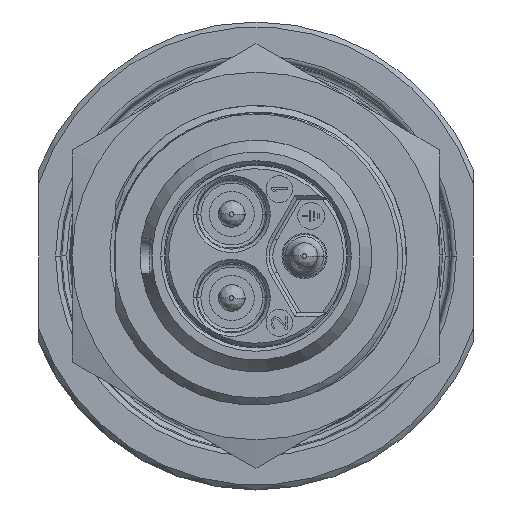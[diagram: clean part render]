
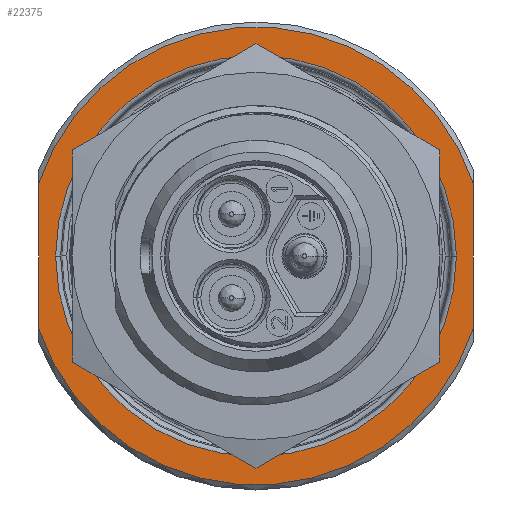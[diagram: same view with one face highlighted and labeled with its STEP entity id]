
A CAD part, left-side view. The second image highlights one B-rep face of the part: STEP entity #22375.
In plain terms, the highlighted planar face has unit normal (-1, 0, 0).
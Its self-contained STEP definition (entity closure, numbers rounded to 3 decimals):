
#2980=DIRECTION('',(0.,0.,-1.));
#2981=VECTOR('',#2980,8.646);
#2982=CARTESIAN_POINT('',(20.5,26.285,-9.677));
#2983=LINE('1339',#2982,#2981);
#2984=CARTESIAN_POINT('',(20.5,13.285,-14.));
#2985=DIRECTION('',(1.,0.,0.));
#2986=DIRECTION('',(0.,0.949,0.316));
#2987=AXIS2_PLACEMENT_3D('',#2984,#2985,#2986);
#2989=DIRECTION('',(0.,0.,1.));
#2990=VECTOR('',#2989,8.646);
#2991=CARTESIAN_POINT('',(20.5,0.285,-18.323));
#2992=LINE('1340',#2991,#2990);
#2993=CARTESIAN_POINT('',(20.5,13.285,-14.));
#2994=DIRECTION('',(-1.,0.,0.));
#2995=DIRECTION('',(0.,0.949,-0.316));
#2996=AXIS2_PLACEMENT_3D('',#2993,#2994,#2995);
#3008=CARTESIAN_POINT('',(20.5,13.285,-14.));
#3009=DIRECTION('',(1.,0.,0.));
#3010=DIRECTION('',(0.,-1.,0.));
#3011=AXIS2_PLACEMENT_3D('',#3008,#3009,#3010);
#3023=CARTESIAN_POINT('',(20.5,13.285,-14.));
#3024=DIRECTION('',(1.,0.,0.));
#3025=DIRECTION('',(0.,1.,0.));
#3026=AXIS2_PLACEMENT_3D('',#3023,#3024,#3025);
#16156=CARTESIAN_POINT('',(20.5,26.285,-9.677));
#16157=CARTESIAN_POINT('',(20.5,26.285,-18.323));
#16158=VERTEX_POINT('',#16156);
#16159=VERTEX_POINT('',#16157);
#16160=CARTESIAN_POINT('',(20.5,0.285,-18.323));
#16161=CARTESIAN_POINT('',(20.5,0.285,-9.677));
#16162=VERTEX_POINT('',#16160);
#16163=VERTEX_POINT('',#16161);
#16200=CARTESIAN_POINT('',(20.5,1.296,-14.));
#16201=CARTESIAN_POINT('',(20.5,25.273,-14.));
#16202=VERTEX_POINT('',#16200);
#16203=VERTEX_POINT('',#16201);
#22357=CARTESIAN_POINT('',(20.5,13.285,-14.));
#22358=DIRECTION('',(1.,0.,0.));
#22359=DIRECTION('',(0.,-1.,0.));
#22360=AXIS2_PLACEMENT_3D('',#22357,#22358,#22359);
#22361=PLANE('249',#22360);
#22362=ORIENTED_EDGE('1339',*,*,#22270,.F.);
#22364=ORIENTED_EDGE('1354',*,*,#22363,.T.);
#22365=ORIENTED_EDGE('1340',*,*,#22307,.F.);
#22366=ORIENTED_EDGE('1358',*,*,#22350,.F.);
#22367=EDGE_LOOP('249',(#22362,#22364,#22365,#22366));
#22368=FACE_OUTER_BOUND('249',#22367,.F.);
#22370=ORIENTED_EDGE('1380',*,*,#22369,.F.);
#22372=ORIENTED_EDGE('1382',*,*,#22371,.F.);
#22373=EDGE_LOOP('249',(#22370,#22372));
#22374=FACE_BOUND('249',#22373,.F.);
#2988=CIRCLE('1354',#2987,13.7);
#2997=CIRCLE('1358',#2996,13.7);
#3012=CIRCLE('1380',#3011,11.989);
#3027=CIRCLE('1382',#3026,11.989);
#22270=EDGE_CURVE('1339',#16158,#16159,#2983,.T.);
#22307=EDGE_CURVE('1340',#16162,#16163,#2992,.T.);
#22350=EDGE_CURVE('1358',#16159,#16162,#2997,.T.);
#22363=EDGE_CURVE('1354',#16158,#16163,#2988,.T.);
#22369=EDGE_CURVE('1380',#16202,#16203,#3012,.T.);
#22371=EDGE_CURVE('1382',#16203,#16202,#3027,.T.);
#22375=ADVANCED_FACE('249',(#22368,#22374),#22361,.F.);
